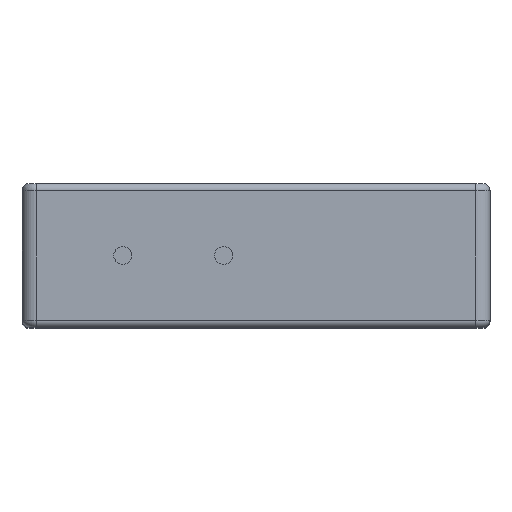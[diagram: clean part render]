
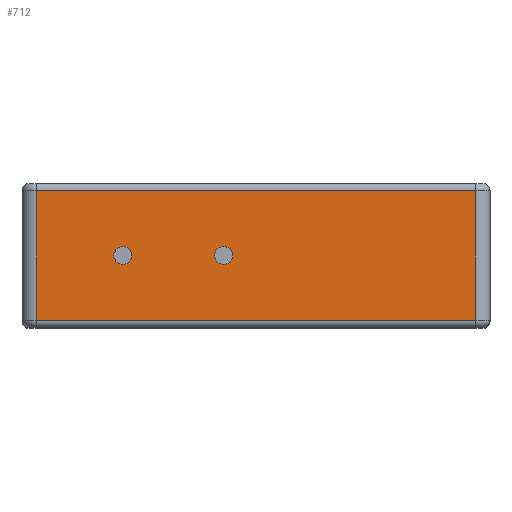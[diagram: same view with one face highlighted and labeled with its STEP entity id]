
A CAD part, top view. The second image highlights one B-rep face of the part: STEP entity #712.
In plain terms, the highlighted planar face has unit normal (0, 0, 1).
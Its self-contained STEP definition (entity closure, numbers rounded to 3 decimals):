
#41 = CARTESIAN_POINT ( 'NONE',  ( -1.975, 0., 4. ) ) ;
#90 = CARTESIAN_POINT ( 'NONE',  ( -3.05, 0.9, 4. ) ) ;
#135 = DIRECTION ( 'NONE',  ( 1., 0., 0. ) ) ;
#142 = CARTESIAN_POINT ( 'NONE',  ( 3.05, 1., 4. ) ) ;
#168 = VERTEX_POINT ( 'NONE', #1369 ) ;
#199 = EDGE_CURVE ( 'NONE', #168, #235, #1108, .T. ) ;
#235 = VERTEX_POINT ( 'NONE', #1160 ) ;
#237 = CARTESIAN_POINT ( 'NONE',  ( -1.725, 0., 4. ) ) ;
#249 = DIRECTION ( 'NONE',  ( 0., 1., 0. ) ) ;
#251 = CARTESIAN_POINT ( 'NONE',  ( -1.85, 0., 4. ) ) ;
#252 = DIRECTION ( 'NONE',  ( 1., 0., 0. ) ) ;
#269 = CARTESIAN_POINT ( 'NONE',  ( -0.45, 0., 4. ) ) ;
#284 = ORIENTED_EDGE ( 'NONE', *, *, #680, .T. ) ;
#292 = CIRCLE ( 'NONE', #839, 0.125 ) ;
#307 = AXIS2_PLACEMENT_3D ( 'NONE', #269, #1234, #682 ) ;
#311 = FACE_BOUND ( 'NONE', #1060, .T. ) ;
#325 = VERTEX_POINT ( 'NONE', #1103 ) ;
#335 = FACE_BOUND ( 'NONE', #1061, .T. ) ;
#344 = EDGE_CURVE ( 'NONE', #1143, #592, #736, .T. ) ;
#345 = DIRECTION ( 'NONE',  ( 0., 0., 1. ) ) ;
#386 = DIRECTION ( 'NONE',  ( 0., -1., 0. ) ) ;
#419 = EDGE_CURVE ( 'NONE', #325, #829, #1249, .T. ) ;
#442 = EDGE_LOOP ( 'NONE', ( #771, #1277, #284, #998 ) ) ;
#461 = DIRECTION ( 'NONE',  ( 1., 0., 0. ) ) ;
#538 = AXIS2_PLACEMENT_3D ( 'NONE', #251, #997, #135 ) ;
#592 = VERTEX_POINT ( 'NONE', #237 ) ;
#599 = ORIENTED_EDGE ( 'NONE', *, *, #419, .F. ) ;
#603 = EDGE_CURVE ( 'NONE', #829, #325, #766, .T. ) ;
#616 = CARTESIAN_POINT ( 'NONE',  ( 3.05, -0.9, 4. ) ) ;
#653 = VECTOR ( 'NONE', #249, 1000. ) ;
#680 = EDGE_CURVE ( 'NONE', #235, #753, #764, .T. ) ;
#682 = DIRECTION ( 'NONE',  ( 1., 0., 0. ) ) ;
#710 = EDGE_CURVE ( 'NONE', #753, #934, #1286, .T. ) ;
#712 = ADVANCED_FACE ( 'NONE', ( #311, #335, #1248 ), #1135, .F. ) ;
#736 = CIRCLE ( 'NONE', #538, 0.125 ) ;
#738 = EDGE_CURVE ( 'NONE', #934, #168, #1373, .T. ) ;
#753 = VERTEX_POINT ( 'NONE', #1260 ) ;
#764 = LINE ( 'NONE', #142, #653 ) ;
#766 = CIRCLE ( 'NONE', #944, 0.125 ) ;
#771 = ORIENTED_EDGE ( 'NONE', *, *, #738, .T. ) ;
#786 = CARTESIAN_POINT ( 'NONE',  ( -3.25, 0.9, 4. ) ) ;
#790 = ORIENTED_EDGE ( 'NONE', *, *, #603, .F. ) ;
#793 = CARTESIAN_POINT ( 'NONE',  ( -0.45, 0., 4. ) ) ;
#819 = DIRECTION ( 'NONE',  ( -1., 0., 0. ) ) ;
#829 = VERTEX_POINT ( 'NONE', #1275 ) ;
#839 = AXIS2_PLACEMENT_3D ( 'NONE', #1255, #1118, #252 ) ;
#918 = CARTESIAN_POINT ( 'NONE',  ( -3.05, 1., 4. ) ) ;
#934 = VERTEX_POINT ( 'NONE', #90 ) ;
#944 = AXIS2_PLACEMENT_3D ( 'NONE', #793, #345, #461 ) ;
#969 = AXIS2_PLACEMENT_3D ( 'NONE', #1366, #1150, #819 ) ;
#971 = ORIENTED_EDGE ( 'NONE', *, *, #344, .F. ) ;
#997 = DIRECTION ( 'NONE',  ( 0., 0., 1. ) ) ;
#998 = ORIENTED_EDGE ( 'NONE', *, *, #710, .T. ) ;
#1002 = DIRECTION ( 'NONE',  ( -1., 0., 0. ) ) ;
#1028 = ORIENTED_EDGE ( 'NONE', *, *, #1088, .F. ) ;
#1060 = EDGE_LOOP ( 'NONE', ( #790, #599 ) ) ;
#1061 = EDGE_LOOP ( 'NONE', ( #1028, #971 ) ) ;
#1076 = VECTOR ( 'NONE', #386, 1000. ) ;
#1088 = EDGE_CURVE ( 'NONE', #592, #1143, #292, .T. ) ;
#1103 = CARTESIAN_POINT ( 'NONE',  ( -0.575, 0., 4. ) ) ;
#1108 = LINE ( 'NONE', #616, #1406 ) ;
#1118 = DIRECTION ( 'NONE',  ( 0., 0., 1. ) ) ;
#1135 = PLANE ( 'NONE',  #969 ) ;
#1143 = VERTEX_POINT ( 'NONE', #41 ) ;
#1150 = DIRECTION ( 'NONE',  ( 0., 0., -1. ) ) ;
#1160 = CARTESIAN_POINT ( 'NONE',  ( 3.05, -0.9, 4. ) ) ;
#1210 = VECTOR ( 'NONE', #1002, 1000. ) ;
#1234 = DIRECTION ( 'NONE',  ( 0., 0., 1. ) ) ;
#1248 = FACE_OUTER_BOUND ( 'NONE', #442, .T. ) ;
#1249 = CIRCLE ( 'NONE', #307, 0.125 ) ;
#1255 = CARTESIAN_POINT ( 'NONE',  ( -1.85, 0., 4. ) ) ;
#1260 = CARTESIAN_POINT ( 'NONE',  ( 3.05, 0.9, 4. ) ) ;
#1275 = CARTESIAN_POINT ( 'NONE',  ( -0.325, 0., 4. ) ) ;
#1277 = ORIENTED_EDGE ( 'NONE', *, *, #199, .T. ) ;
#1285 = DIRECTION ( 'NONE',  ( 1., 0., 0. ) ) ;
#1286 = LINE ( 'NONE', #786, #1210 ) ;
#1366 = CARTESIAN_POINT ( 'NONE',  ( -3.25, 1., 4. ) ) ;
#1369 = CARTESIAN_POINT ( 'NONE',  ( -3.05, -0.9, 4. ) ) ;
#1373 = LINE ( 'NONE', #918, #1076 ) ;
#1406 = VECTOR ( 'NONE', #1285, 1000. ) ;
